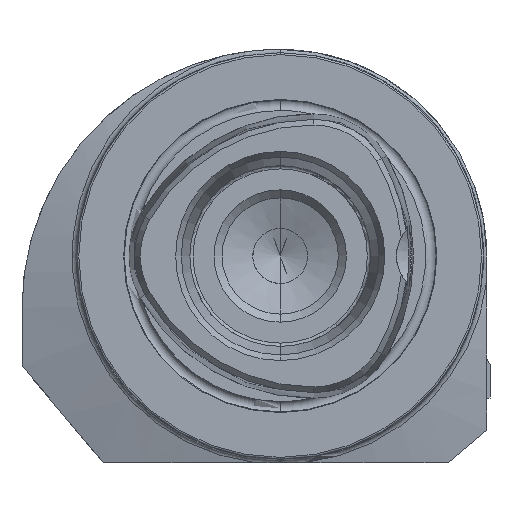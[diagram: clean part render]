
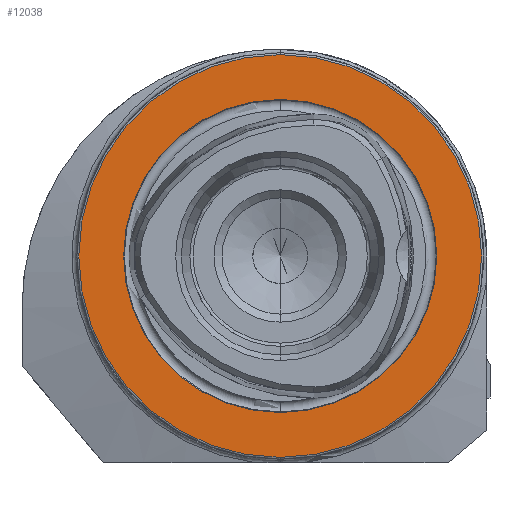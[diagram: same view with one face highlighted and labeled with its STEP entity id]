
A CAD part, left-side view. The second image highlights one B-rep face of the part: STEP entity #12038.
In plain terms, the highlighted planar face has unit normal (-1, 0, 0).
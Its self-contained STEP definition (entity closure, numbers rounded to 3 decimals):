
#877 = PLANE ( 'NONE',  #10417 ) ;
#1569 = ORIENTED_EDGE ( 'NONE', *, *, #14534, .F. ) ;
#1821 = ORIENTED_EDGE ( 'NONE', *, *, #7587, .T. ) ;
#2068 = DIRECTION ( 'NONE',  ( 0., 0., -1. ) ) ;
#2205 = CIRCLE ( 'NONE', #13157, 31.2 ) ;
#3633 = CARTESIAN_POINT ( 'NONE',  ( 0., 0., 31.2 ) ) ;
#4130 = EDGE_CURVE ( 'NONE', #15091, #5222, #6741, .T. ) ;
#4688 = CARTESIAN_POINT ( 'NONE',  ( 0., 0., 0. ) ) ;
#4979 = DIRECTION ( 'NONE',  ( -1., 0., 0. ) ) ;
#5203 = EDGE_LOOP ( 'NONE', ( #1569, #6356 ) ) ;
#5222 = VERTEX_POINT ( 'NONE', #14376 ) ;
#5710 = CIRCLE ( 'NONE', #13594, 24.25 ) ;
#5900 = DIRECTION ( 'NONE',  ( 0., 0., 1. ) ) ;
#5976 = CARTESIAN_POINT ( 'NONE',  ( 0., 0., 0. ) ) ;
#6356 = ORIENTED_EDGE ( 'NONE', *, *, #4130, .F. ) ;
#6528 = FACE_BOUND ( 'NONE', #5203, .T. ) ;
#6636 = CARTESIAN_POINT ( 'NONE',  ( 0., 0., 0. ) ) ;
#6741 = CIRCLE ( 'NONE', #9520, 24.25 ) ;
#7190 = DIRECTION ( 'NONE',  ( 0., 0., 1. ) ) ;
#7587 = EDGE_CURVE ( 'NONE', #10072, #14486, #2205, .T. ) ;
#7855 = DIRECTION ( 'NONE',  ( 0., 0., 1. ) ) ;
#9309 = DIRECTION ( 'NONE',  ( 1., 0., 0. ) ) ;
#9311 = CARTESIAN_POINT ( 'NONE',  ( 0., 0., -31.2 ) ) ;
#9520 = AXIS2_PLACEMENT_3D ( 'NONE', #5976, #14430, #7190 ) ;
#9733 = FACE_OUTER_BOUND ( 'NONE', #10888, .T. ) ;
#9739 = AXIS2_PLACEMENT_3D ( 'NONE', #6636, #15094, #7855 ) ;
#9939 = CARTESIAN_POINT ( 'NONE',  ( 0., 0., -24.25 ) ) ;
#10072 = VERTEX_POINT ( 'NONE', #3633 ) ;
#10417 = AXIS2_PLACEMENT_3D ( 'NONE', #14152, #9309, #2068 ) ;
#10888 = EDGE_LOOP ( 'NONE', ( #1821, #11175 ) ) ;
#11136 = EDGE_CURVE ( 'NONE', #14486, #10072, #11449, .T. ) ;
#11175 = ORIENTED_EDGE ( 'NONE', *, *, #11136, .T. ) ;
#11449 = CIRCLE ( 'NONE', #9739, 31.2 ) ;
#12038 = ADVANCED_FACE ( 'NONE', ( #6528, #9733 ), #877, .F. ) ;
#12228 = CARTESIAN_POINT ( 'NONE',  ( 0., 0., 0. ) ) ;
#13140 = DIRECTION ( 'NONE',  ( -1., 0., 0. ) ) ;
#13157 = AXIS2_PLACEMENT_3D ( 'NONE', #12228, #4979, #13439 ) ;
#13439 = DIRECTION ( 'NONE',  ( 0., 0., 1. ) ) ;
#13594 = AXIS2_PLACEMENT_3D ( 'NONE', #4688, #13140, #5900 ) ;
#14152 = CARTESIAN_POINT ( 'NONE',  ( 0., 24.25, 0. ) ) ;
#14376 = CARTESIAN_POINT ( 'NONE',  ( 0., 0., 24.25 ) ) ;
#14430 = DIRECTION ( 'NONE',  ( -1., 0., 0. ) ) ;
#14486 = VERTEX_POINT ( 'NONE', #9311 ) ;
#14534 = EDGE_CURVE ( 'NONE', #5222, #15091, #5710, .T. ) ;
#15091 = VERTEX_POINT ( 'NONE', #9939 ) ;
#15094 = DIRECTION ( 'NONE',  ( -1., 0., 0. ) ) ;
